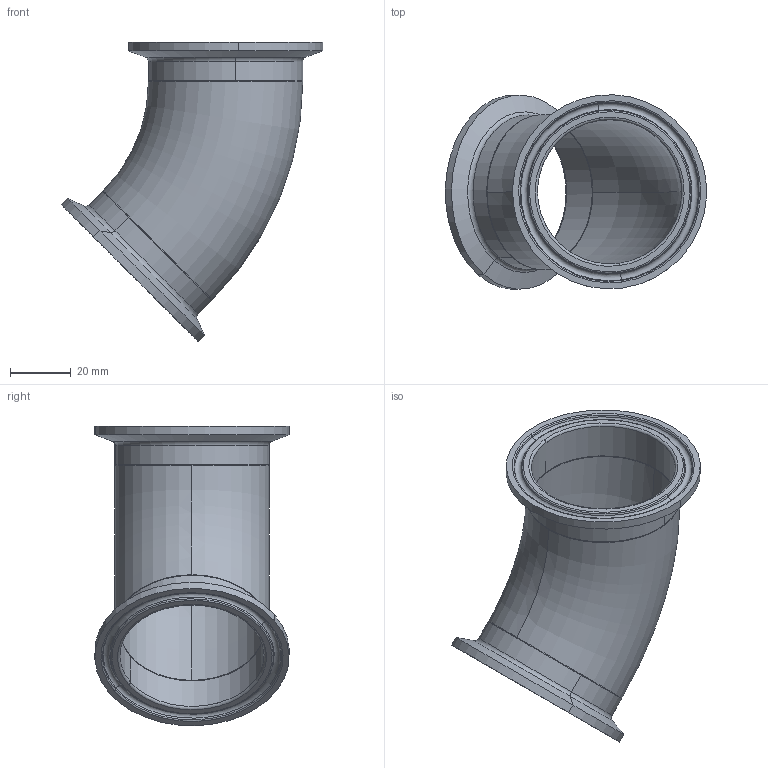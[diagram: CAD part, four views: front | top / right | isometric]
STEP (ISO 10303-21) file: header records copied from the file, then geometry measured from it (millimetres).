
FILE_DESCRIPTION (( 'STEP AP214' ), '1' );
FILE_NAME ('DT17 50.8 B.STEP', '2014-03-17T04:10:54', ( '' ), ( '' ), 'SwSTEP 2.0', 'SolidWorks 2013', '' );
FILE_SCHEMA (( 'AUTOMOTIVE_DESIGN' ));
Length unit declared in the file: inch
Products named in the file (3): 17 50.8; DT17 50.8 B; DT17 50.8
Assembly tree (3 placements, depth 2):
  DT17 50.8 B
    DT17 50.8
    17 50.8  x2
Bounding box: 85.98 x 63.88 x 98.56 mm (x, y, z)
Volume: 30103.9 mm3; surface area: 32725.9 mm2
Topology: 3 solids, 3 shells, 68 faces, 136 edges, 76 vertices
Faces by surface type: torus 28, cylinder 20, cone 12, plane 8
Entity records: 1210 total; most frequent: DIRECTION 238, CARTESIAN_POINT 175, ORIENTED_EDGE 164, AXIS2_PLACEMENT_3D 109, EDGE_CURVE 82, CIRCLE 62, VERTEX_POINT 46, EDGE_LOOP 46
